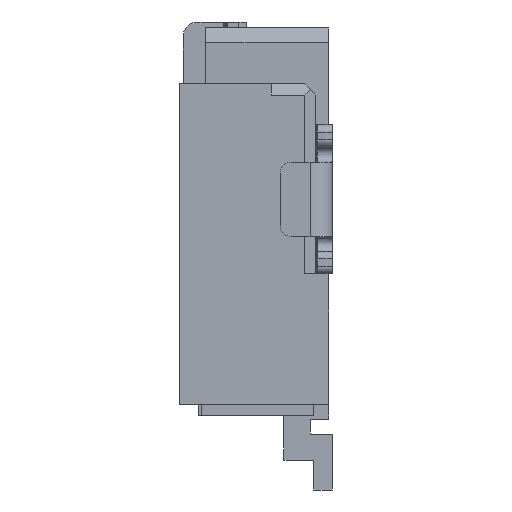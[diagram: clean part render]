
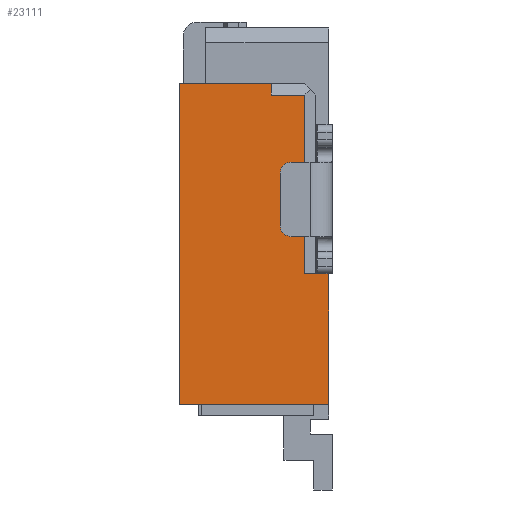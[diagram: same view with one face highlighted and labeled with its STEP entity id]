
A CAD part, left-side view. The second image highlights one B-rep face of the part: STEP entity #23111.
In plain terms, the highlighted planar face has unit normal (-1, 0, 0).
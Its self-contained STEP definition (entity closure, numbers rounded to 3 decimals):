
#4=DIRECTION('',(0.,-1.,0.));
#5=VECTOR('',#4,0.15);
#6=CARTESIAN_POINT('',(-9.15,-0.552,-3.38));
#7=LINE('',#6,#5);
#12=DIRECTION('',(0.,0.,-1.));
#13=VECTOR('',#12,1.75);
#14=CARTESIAN_POINT('',(-9.15,-0.702,-3.38));
#15=LINE('',#14,#13);
#19=DIRECTION('',(0.,1.,0.));
#20=VECTOR('',#19,2.);
#21=CARTESIAN_POINT('',(-9.15,-0.702,-5.13));
#22=LINE('',#21,#20);
#26=DIRECTION('',(0.,0.,1.));
#27=VECTOR('',#26,4.3);
#28=CARTESIAN_POINT('',(-9.15,1.298,-5.13));
#29=LINE('',#28,#27);
#33=DIRECTION('',(0.,-1.,0.));
#34=VECTOR('',#33,1.23);
#35=CARTESIAN_POINT('',(-9.15,1.298,-0.83));
#36=LINE('',#35,#34);
#40=DIRECTION('',(0.,0.,1.));
#41=VECTOR('',#40,0.15);
#42=CARTESIAN_POINT('',(-9.15,0.068,-0.98));
#43=LINE('',#42,#41);
#47=DIRECTION('',(0.,1.,0.));
#48=VECTOR('',#47,0.45);
#49=CARTESIAN_POINT('',(-9.15,-0.382,-0.98));
#50=LINE('',#49,#48);
#54=DIRECTION('',(0.,0.,1.));
#55=VECTOR('',#54,2.4);
#56=CARTESIAN_POINT('',(-9.15,-0.382,-3.38));
#57=LINE('',#56,#55);
#61=DIRECTION('',(0.,-1.,0.));
#62=VECTOR('',#61,0.17);
#63=CARTESIAN_POINT('',(-9.15,-0.382,-3.38));
#64=LINE('',#63,#62);
#19480=CARTESIAN_POINT('',(-9.15,-0.702,-5.13));
#19481=CARTESIAN_POINT('',(-9.15,1.298,-5.13));
#19482=VERTEX_POINT('',#19480);
#19483=VERTEX_POINT('',#19481);
#19484=CARTESIAN_POINT('',(-9.15,1.298,-0.83));
#19485=VERTEX_POINT('',#19484);
#19580=CARTESIAN_POINT('',(-9.15,-0.382,-3.38));
#19581=VERTEX_POINT('',#19580);
#19652=CARTESIAN_POINT('',(-9.15,0.068,-0.98));
#19653=CARTESIAN_POINT('',(-9.15,0.068,-0.83));
#19654=VERTEX_POINT('',#19652);
#19655=VERTEX_POINT('',#19653);
#19656=CARTESIAN_POINT('',(-9.15,-0.382,-0.98));
#19657=VERTEX_POINT('',#19656);
#19726=CARTESIAN_POINT('',(-9.15,-0.552,-3.38));
#19727=CARTESIAN_POINT('',(-9.15,-0.702,-3.38));
#19728=VERTEX_POINT('',#19726);
#19729=VERTEX_POINT('',#19727);
#23086=CARTESIAN_POINT('',(-9.15,0.,0.));
#23087=DIRECTION('',(1.,0.,0.));
#23088=DIRECTION('',(0.,0.,-1.));
#23089=AXIS2_PLACEMENT_3D('',#23086,#23087,#23088);
#23090=PLANE('',#23089);
#23092=ORIENTED_EDGE('',*,*,#23091,.T.);
#23094=ORIENTED_EDGE('',*,*,#23093,.T.);
#23096=ORIENTED_EDGE('',*,*,#23095,.T.);
#23098=ORIENTED_EDGE('',*,*,#23097,.T.);
#23100=ORIENTED_EDGE('',*,*,#23099,.T.);
#23102=ORIENTED_EDGE('',*,*,#23101,.F.);
#23104=ORIENTED_EDGE('',*,*,#23103,.F.);
#23106=ORIENTED_EDGE('',*,*,#23105,.F.);
#23108=ORIENTED_EDGE('',*,*,#23107,.T.);
#23109=EDGE_LOOP('',(#23092,#23094,#23096,#23098,#23100,#23102,#23104,#23106,
#23108));
#23110=FACE_OUTER_BOUND('',#23109,.F.);
#23091=EDGE_CURVE('',#19728,#19729,#7,.T.);
#23093=EDGE_CURVE('',#19729,#19482,#15,.T.);
#23095=EDGE_CURVE('',#19482,#19483,#22,.T.);
#23097=EDGE_CURVE('',#19483,#19485,#29,.T.);
#23099=EDGE_CURVE('',#19485,#19655,#36,.T.);
#23101=EDGE_CURVE('',#19654,#19655,#43,.T.);
#23103=EDGE_CURVE('',#19657,#19654,#50,.T.);
#23105=EDGE_CURVE('',#19581,#19657,#57,.T.);
#23107=EDGE_CURVE('',#19581,#19728,#64,.T.);
#23111=ADVANCED_FACE('',(#23110),#23090,.F.);
